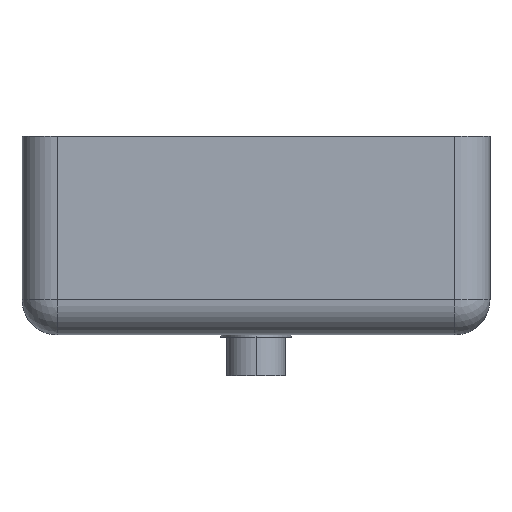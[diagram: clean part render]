
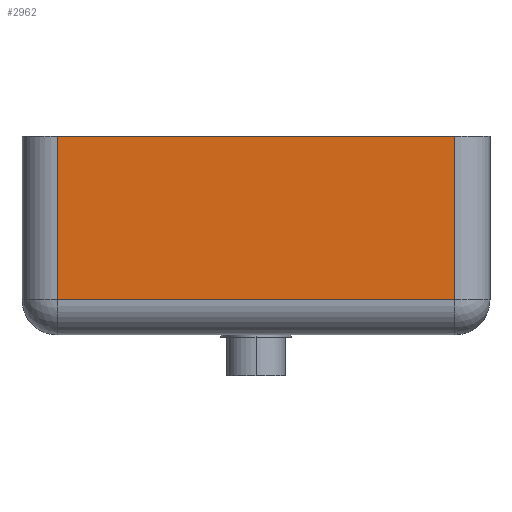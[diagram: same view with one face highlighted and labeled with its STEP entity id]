
A CAD part, left-side view. The second image highlights one B-rep face of the part: STEP entity #2962.
In plain terms, the highlighted planar face has unit normal (-1, 0, 0).
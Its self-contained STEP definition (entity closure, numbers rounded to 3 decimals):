
#796=DIRECTION('',(0.,1.,0.));
#797=VECTOR('',#796,34.);
#798=CARTESIAN_POINT('',(-13.5,-17.,0.));
#799=LINE('',#798,#797);
#1491=DIRECTION('',(0.,0.,1.));
#1492=VECTOR('',#1491,14.);
#1493=CARTESIAN_POINT('',(-13.5,17.,-14.));
#1494=LINE('',#1493,#1492);
#1498=DIRECTION('',(0.,0.,-1.));
#1499=VECTOR('',#1498,14.);
#1500=CARTESIAN_POINT('',(-13.5,-17.,0.));
#1501=LINE('',#1500,#1499);
#1521=DIRECTION('',(0.,-1.,0.));
#1522=VECTOR('',#1521,34.);
#1523=CARTESIAN_POINT('',(-13.5,17.,-14.));
#1524=LINE('',#1523,#1522);
#1873=CARTESIAN_POINT('',(-13.5,17.,0.));
#1875=VERTEX_POINT('',#1873);
#1876=CARTESIAN_POINT('',(-13.5,17.,-14.));
#1877=VERTEX_POINT('',#1876);
#1906=CARTESIAN_POINT('',(-13.5,-17.,-14.));
#1907=VERTEX_POINT('',#1906);
#1908=CARTESIAN_POINT('',(-13.5,-17.,0.));
#1910=VERTEX_POINT('',#1908);
#2949=CARTESIAN_POINT('',(-13.5,-20.,-17.));
#2950=DIRECTION('',(-1.,0.,0.));
#2951=DIRECTION('',(0.,0.,1.));
#2952=AXIS2_PLACEMENT_3D('',#2949,#2950,#2951);
#2953=PLANE('',#2952);
#2954=ORIENTED_EDGE('',*,*,#2941,.T.);
#2955=ORIENTED_EDGE('',*,*,#2246,.F.);
#2957=ORIENTED_EDGE('',*,*,#2956,.T.);
#2959=ORIENTED_EDGE('',*,*,#2958,.F.);
#2960=EDGE_LOOP('',(#2954,#2955,#2957,#2959));
#2961=FACE_OUTER_BOUND('',#2960,.F.);
#2246=EDGE_CURVE('',#1910,#1875,#799,.T.);
#2941=EDGE_CURVE('',#1877,#1875,#1494,.T.);
#2956=EDGE_CURVE('',#1910,#1907,#1501,.T.);
#2958=EDGE_CURVE('',#1877,#1907,#1524,.T.);
#2962=ADVANCED_FACE('',(#2961),#2953,.T.);
